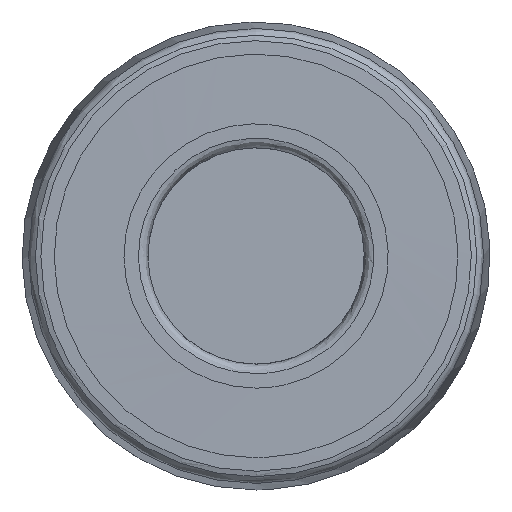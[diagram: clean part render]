
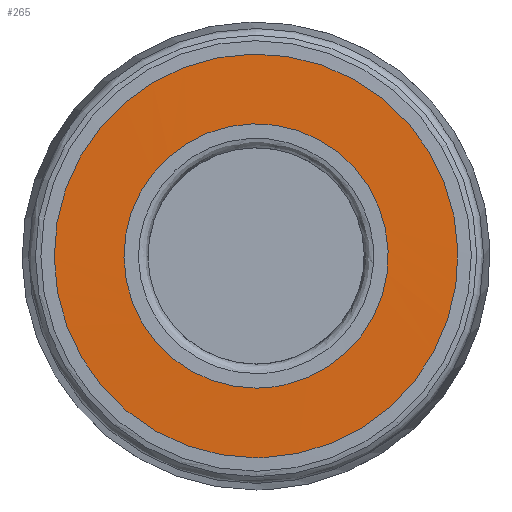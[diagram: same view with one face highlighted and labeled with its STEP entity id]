
A CAD part, left-side view. The second image highlights one B-rep face of the part: STEP entity #265.
In plain terms, the highlighted face is a revolution surface.
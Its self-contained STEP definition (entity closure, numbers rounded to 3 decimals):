
#43=SURFACE_OF_REVOLUTION('',#69,#59);
#59=AXIS1_PLACEMENT('',#867,#753);
#69=LINE('',#866,#79);
#79=VECTOR('',#752,4.713);
#265=ADVANCED_FACE('',(#332,#333),#43,.T.);
#332=FACE_BOUND('',#396,.T.);
#333=FACE_BOUND('',#397,.T.);
#396=EDGE_LOOP('',(#460));
#397=EDGE_LOOP('',(#461));
#460=ORIENTED_EDGE('',*,*,#511,.F.);
#461=ORIENTED_EDGE('',*,*,#525,.T.);
#479=VERTEX_POINT('',#807);
#493=VERTEX_POINT('',#863);
#511=EDGE_CURVE('',#479,#479,#543,.T.);
#525=EDGE_CURVE('',#493,#493,#559,.T.);
#543=CIRCLE('',#595,12.424);
#559=CIRCLE('',#615,8.133);
#595=AXIS2_PLACEMENT_3D('',#806,#686,#687);
#615=AXIS2_PLACEMENT_3D('',#862,#748,#749);
#686=DIRECTION('',(1.,0.,0.));
#687=DIRECTION('',(0.,0.,-1.));
#748=DIRECTION('',(1.,0.,0.));
#749=DIRECTION('',(0.,0.,-1.));
#752=DIRECTION('',(0.008,-0.956,-0.292));
#753=DIRECTION('',(1.,0.,0.));
#806=CARTESIAN_POINT('',(-0.024,0.,0.));
#807=CARTESIAN_POINT('',(-0.024,0.,-12.424));
#862=CARTESIAN_POINT('',(-0.061,0.,0.));
#863=CARTESIAN_POINT('',(-0.061,0.,-8.133));
#866=CARTESIAN_POINT('',(-0.061,-7.905,1.913));
#867=CARTESIAN_POINT('',(25.,0.,0.));
